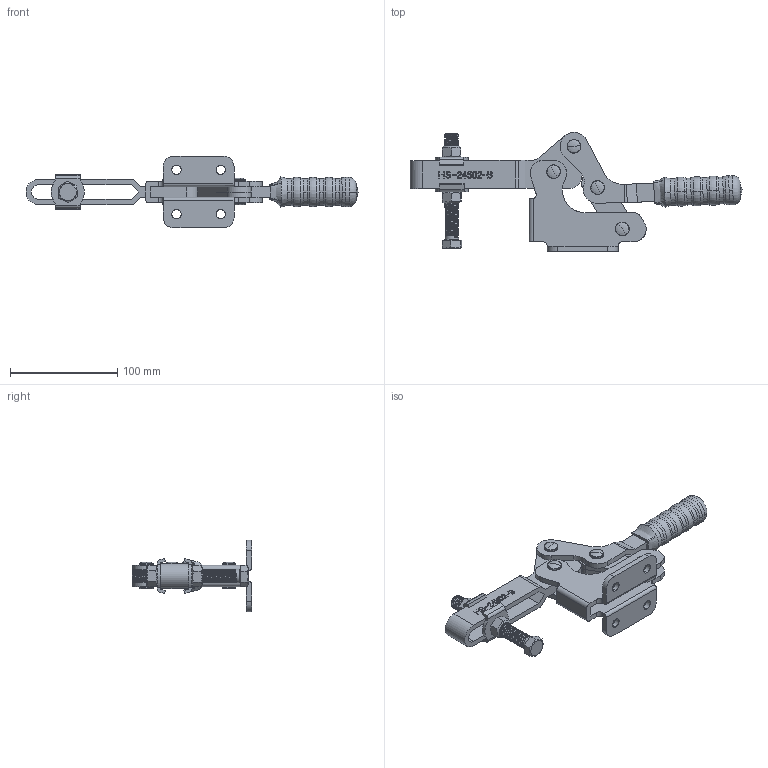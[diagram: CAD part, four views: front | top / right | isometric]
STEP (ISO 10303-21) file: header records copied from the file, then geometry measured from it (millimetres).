
FILE_DESCRIPTION (( 'STEP AP203' ), '1' );
FILE_NAME ('HS-24502-B.STEP', '2019-10-15T06:34:44', ( '微软用户' ), ( '微软中国' ), 'SwSTEP 2.0', 'SolidWorks 2012', '' );
FILE_SCHEMA (( 'CONFIG_CONTROL_DESIGN' ));
Length unit declared in the file: millimetre
Products named in the file (11): HS-24502-B; HS-24502-B-04____ANY__1; HS-24502-B-03____ANY__1; HS-24502-B-01____ANY__1; HS-24502-B-02____ANY__1; HS-SA-121017____ANY__1; 101-J-06____ANY__1; FW120____ANY__1; HS-24502-B-05____ANY__1; HS-24502-B-06____ANY__1; M12____ANY__1
Assembly tree (17 placements, depth 2):
  HS-24502-B
    M12____ANY__1  x2
    HS-24502-B-06____ANY__1
    HS-24502-B-05____ANY__1  x4
    FW120____ANY__1  x2
    101-J-06____ANY__1  x2
    HS-SA-121017____ANY__1
    HS-24502-B-02____ANY__1
    HS-24502-B-01____ANY__1
    HS-24502-B-03____ANY__1
    HS-24502-B-04____ANY__1  x2
Bounding box: 309.62 x 111.05 x 67 mm (x, y, z)
Volume: 220882.2 mm3; surface area: 105834.5 mm2
Topology: 17 solids, 17 shells, 948 faces, 2593 edges, 1703 vertices
Faces by surface type: plane 514, cylinder 263, bspline 96, cone 57, torus 18
Entity records: 61924 total; most frequent: CARTESIAN_POINT 40501, ORIENTED_EDGE 4522, DIRECTION 3582, EDGE_CURVE 2261, VECTOR 1538, LINE 1538, VERTEX_POINT 1500, AXIS2_PLACEMENT_3D 1022
